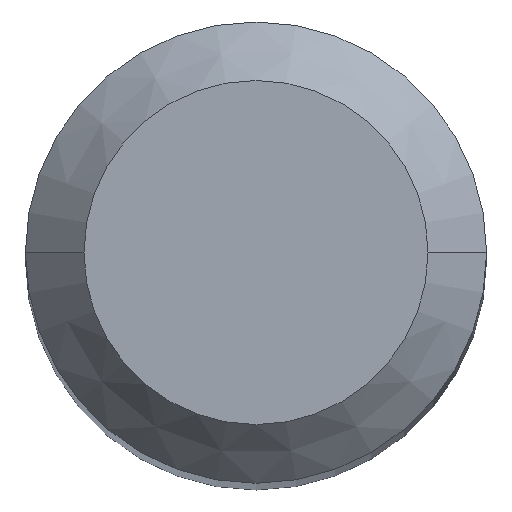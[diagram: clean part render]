
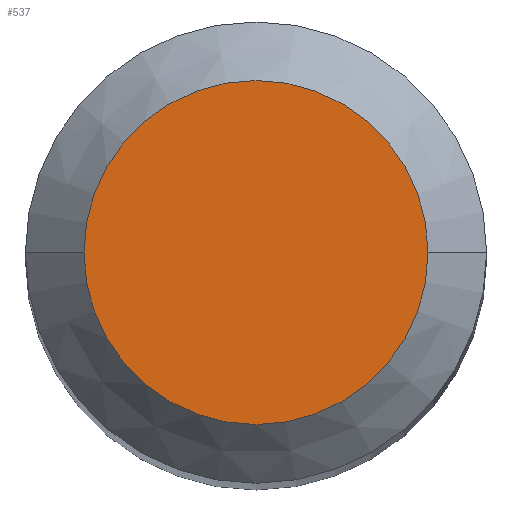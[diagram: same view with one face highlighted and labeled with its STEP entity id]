
A CAD part, top view. The second image highlights one B-rep face of the part: STEP entity #537.
In plain terms, the highlighted planar face has unit normal (0, 0, 1).
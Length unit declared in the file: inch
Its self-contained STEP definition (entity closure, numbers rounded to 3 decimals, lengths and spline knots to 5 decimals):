
#51 = CARTESIAN_POINT ( 'NONE',  ( 0., 0., 1.49606 ) ) ;
#60 = ORIENTED_EDGE ( 'NONE', *, *, #731, .T. ) ;
#78 = VERTEX_POINT ( 'NONE', #665 ) ;
#96 = DIRECTION ( 'NONE',  ( 1., 0., 0. ) ) ;
#121 = DIRECTION ( 'NONE',  ( 0., 0., 1. ) ) ;
#212 = AXIS2_PLACEMENT_3D ( 'NONE', #51, #121, #270 ) ;
#231 = CIRCLE ( 'NONE', #212, 0.04405 ) ;
#249 = CIRCLE ( 'NONE', #480, 0.04405 ) ;
#270 = DIRECTION ( 'NONE',  ( 1., 0., 0. ) ) ;
#293 = FACE_OUTER_BOUND ( 'NONE', #303, .T. ) ;
#303 = EDGE_LOOP ( 'NONE', ( #314, #60 ) ) ;
#314 = ORIENTED_EDGE ( 'NONE', *, *, #324, .T. ) ;
#324 = EDGE_CURVE ( 'NONE', #985, #78, #231, .T. ) ;
#350 = AXIS2_PLACEMENT_3D ( 'NONE', #470, #387, #1040 ) ;
#387 = DIRECTION ( 'NONE',  ( 0., 0., 1. ) ) ;
#470 = CARTESIAN_POINT ( 'NONE',  ( 0., 0., 1.49606 ) ) ;
#480 = AXIS2_PLACEMENT_3D ( 'NONE', #481, #806, #96 ) ;
#481 = CARTESIAN_POINT ( 'NONE',  ( 0., 0., 1.49606 ) ) ;
#531 = PLANE ( 'NONE',  #350 ) ;
#537 = ADVANCED_FACE ( 'NONE', ( #293 ), #531, .T. ) ;
#561 = CARTESIAN_POINT ( 'NONE',  ( -0.04405, 0., 1.49606 ) ) ;
#665 = CARTESIAN_POINT ( 'NONE',  ( 0.04405, 0., 1.49606 ) ) ;
#731 = EDGE_CURVE ( 'NONE', #78, #985, #249, .T. ) ;
#806 = DIRECTION ( 'NONE',  ( 0., 0., 1. ) ) ;
#985 = VERTEX_POINT ( 'NONE', #561 ) ;
#1040 = DIRECTION ( 'NONE',  ( 1., 0., 0. ) ) ;
